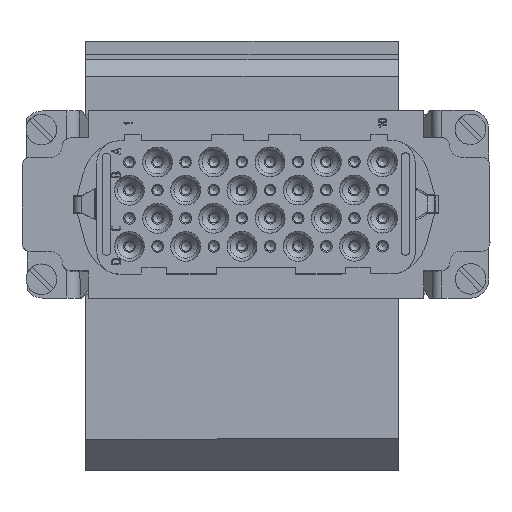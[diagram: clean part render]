
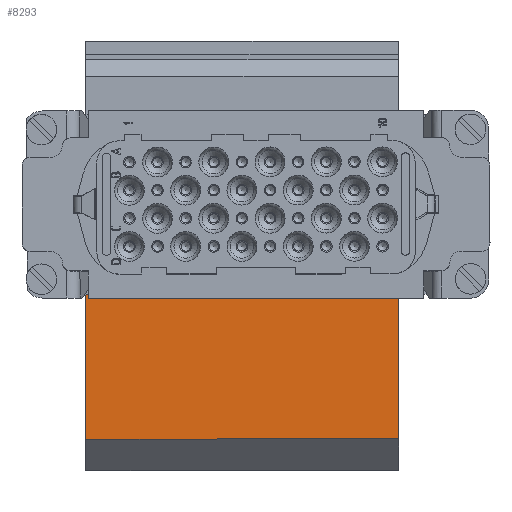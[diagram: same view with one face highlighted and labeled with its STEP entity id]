
A CAD part, top view. The second image highlights one B-rep face of the part: STEP entity #8293.
In plain terms, the highlighted planar face has unit normal (0, 0, 1).
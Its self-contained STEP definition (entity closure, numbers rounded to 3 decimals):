
#5434=ELLIPSE('',#48469,1.,1.);
#6248=FACE_OUTER_BOUND('',#13101,.T.);
#8293=ADVANCED_FACE('',(#6248),#10187,.T.);
#10187=PLANE('',#49280);
#13101=EDGE_LOOP('',(#18958,#18959,#18960,#18961,#18962,#18963,#18964,#18965,
#18966));
#18958=ORIENTED_EDGE('',*,*,#32870,.T.);
#18959=ORIENTED_EDGE('',*,*,#32871,.F.);
#18960=ORIENTED_EDGE('',*,*,#32872,.T.);
#18961=ORIENTED_EDGE('',*,*,#32873,.F.);
#18962=ORIENTED_EDGE('',*,*,#32874,.F.);
#18963=ORIENTED_EDGE('',*,*,#30827,.T.);
#18964=ORIENTED_EDGE('',*,*,#32860,.T.);
#18965=ORIENTED_EDGE('',*,*,#32875,.T.);
#18966=ORIENTED_EDGE('',*,*,#32731,.F.);
#26878=VERTEX_POINT('',#63540);
#26880=VERTEX_POINT('',#63543);
#28304=VERTEX_POINT('',#70063);
#28305=VERTEX_POINT('',#70065);
#28429=VERTEX_POINT('',#70362);
#28435=VERTEX_POINT('',#70378);
#28436=VERTEX_POINT('',#70382);
#28437=VERTEX_POINT('',#70384);
#28438=VERTEX_POINT('',#70386);
#30827=EDGE_CURVE('',#26880,#26878,#5434,.T.);
#32731=EDGE_CURVE('',#28304,#28305,#40335,.T.);
#32860=EDGE_CURVE('',#26878,#28429,#40444,.T.);
#32870=EDGE_CURVE('',#28304,#28435,#40450,.T.);
#32871=EDGE_CURVE('',#28436,#28435,#40451,.T.);
#32872=EDGE_CURVE('',#28436,#28437,#40452,.T.);
#32873=EDGE_CURVE('',#28438,#28437,#40453,.T.);
#32874=EDGE_CURVE('',#26880,#28438,#40454,.T.);
#32875=EDGE_CURVE('',#28429,#28305,#40455,.T.);
#40335=LINE('',#70064,#44523);
#40444=LINE('',#70361,#44632);
#40450=LINE('',#70379,#44638);
#40451=LINE('',#70381,#44639);
#40452=LINE('',#70383,#44640);
#40453=LINE('',#70385,#44641);
#40454=LINE('',#70387,#44642);
#40455=LINE('',#70388,#44643);
#44523=VECTOR('',#54638,1.);
#44632=VECTOR('',#54795,1.);
#44638=VECTOR('',#54811,1.);
#44639=VECTOR('',#54814,1.);
#44640=VECTOR('',#54815,1.);
#44641=VECTOR('',#54816,1.);
#44642=VECTOR('',#54817,1.);
#44643=VECTOR('',#54818,1.);
#48469=AXIS2_PLACEMENT_3D('',#63542,#51772,#51773);
#49280=AXIS2_PLACEMENT_3D('',#70389,#54819,#54820);
#51772=DIRECTION('',(0.,0.,-1.));
#51773=DIRECTION('',(-0.001,1.,0.));
#54638=DIRECTION('',(-0.001,1.,0.));
#54795=DIRECTION('',(-0.001,1.,0.));
#54811=DIRECTION('',(1.,0.001,0.));
#54814=DIRECTION('',(0.001,-1.,0.));
#54815=DIRECTION('',(-1.,-0.001,0.));
#54816=DIRECTION('',(0.001,-1.,0.));
#54817=DIRECTION('',(1.,0.001,0.));
#54818=DIRECTION('',(-1.,-0.001,0.));
#54819=DIRECTION('',(0.,0.,1.));
#54820=DIRECTION('',(-0.001,1.,0.));
#63540=CARTESIAN_POINT('',(-26.248,-14.774,-37.2));
#63542=CARTESIAN_POINT('',(-25.248,-14.774,-37.2));
#63543=CARTESIAN_POINT('',(-25.247,-15.774,-37.2));
#70063=CARTESIAN_POINT('',(-30.726,-42.331,-37.2));
#70064=CARTESIAN_POINT('',(-30.726,-41.917,-37.2));
#70065=CARTESIAN_POINT('',(-30.751,-11.827,-37.2));
#70361=CARTESIAN_POINT('',(-26.226,-41.913,-37.2));
#70362=CARTESIAN_POINT('',(-26.251,-11.824,-37.2));
#70378=CARTESIAN_POINT('',(25.774,-42.286,-37.2));
#70379=CARTESIAN_POINT('',(-19.946,-42.323,-37.2));
#70381=CARTESIAN_POINT('',(25.753,-16.766,-37.2));
#70382=CARTESIAN_POINT('',(25.753,-15.766,-37.2));
#70383=CARTESIAN_POINT('',(25.753,-15.766,-37.2));
#70384=CARTESIAN_POINT('',(-25.047,-15.807,-37.2));
#70385=CARTESIAN_POINT('',(-25.026,-41.912,-37.2));
#70386=CARTESIAN_POINT('',(-25.047,-15.773,-37.2));
#70387=CARTESIAN_POINT('',(-25.047,-15.773,-37.2));
#70388=CARTESIAN_POINT('',(-19.971,-11.819,-37.2));
#70389=CARTESIAN_POINT('',(-19.946,-41.908,-37.2));
